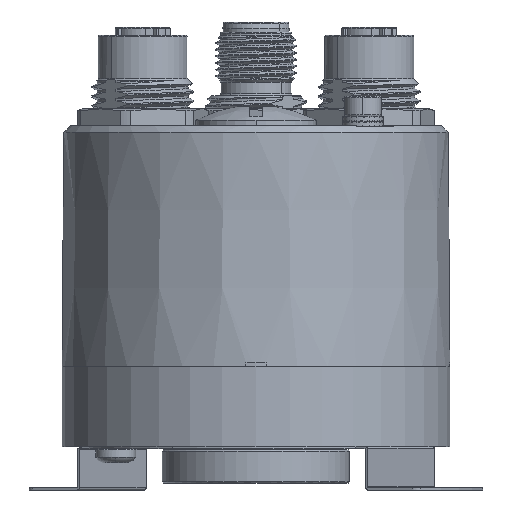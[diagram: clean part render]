
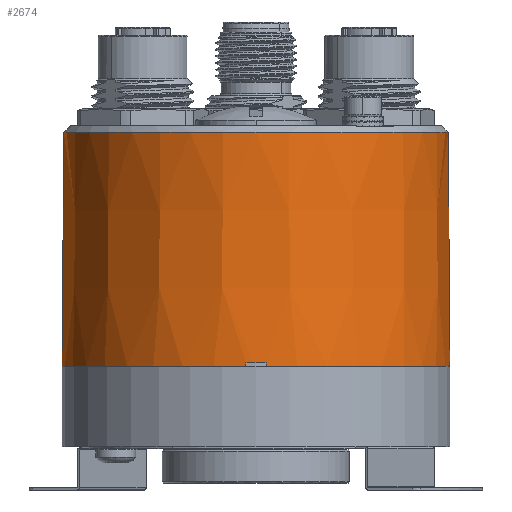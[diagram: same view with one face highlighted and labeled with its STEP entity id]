
A CAD part, front view. The second image highlights one B-rep face of the part: STEP entity #2674.
In plain terms, the highlighted conical face has half-angle 0.4 degrees and reference radius 29 mm.
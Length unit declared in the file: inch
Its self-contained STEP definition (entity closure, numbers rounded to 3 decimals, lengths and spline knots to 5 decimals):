
#221 = CARTESIAN_POINT ( 'NONE',  ( 1.1402, -0.05906, 0.47244 ) ) ;
#281 = AXIS2_PLACEMENT_3D ( 'NONE', #33404, #15522, #48426 ) ;
#2321 = LINE ( 'NONE', #39500, #51983 ) ;
#2674 = ADVANCED_FACE ( 'NONE', ( #47228 ), #26735, .T. ) ;
#3262 = AXIS2_PLACEMENT_3D ( 'NONE', #56818, #23926, #14093 ) ;
#3528 = VERTEX_POINT ( 'NONE', #58332 ) ;
#3749 = DIRECTION ( 'NONE',  ( -1., 0., 0. ) ) ;
#3857 = LINE ( 'NONE', #4165, #50411 ) ;
#4165 = CARTESIAN_POINT ( 'NONE',  ( -1.14173, 0., 0.47244 ) ) ;
#4386 = DIRECTION ( 'NONE',  ( 0., 0., -1. ) ) ;
#4994 = CIRCLE ( 'NONE', #52112, 1.14173 ) ;
#5654 = EDGE_CURVE ( 'NONE', #26674, #57970, #42820, .T. ) ;
#7432 = CARTESIAN_POINT ( 'NONE',  ( 1.14007, -0.05906, 0.49213 ) ) ;
#7531 = DIRECTION ( 'NONE',  ( 0.007, 0., -1. ) ) ;
#8119 = CARTESIAN_POINT ( 'NONE',  ( 1.1402, -0.05906, 0.47244 ) ) ;
#9302 = CIRCLE ( 'NONE', #48545, 1.14159 ) ;
#9391 = DIRECTION ( 'NONE',  ( -0.007, 0., -1. ) ) ;
#11690 = CARTESIAN_POINT ( 'NONE',  ( -0.05906, -1.1402, 0.47244 ) ) ;
#12347 = ORIENTED_EDGE ( 'NONE', *, *, #22793, .T. ) ;
#12469 = VERTEX_POINT ( 'NONE', #7432 ) ;
#13482 = CARTESIAN_POINT ( 'NONE',  ( -0.05906, -1.14016, 0.479 ) ) ;
#14060 = EDGE_CURVE ( 'NONE', #32499, #48847, #29801, .T. ) ;
#14093 = DIRECTION ( 'NONE',  ( -1., 0., 0. ) ) ;
#15522 = DIRECTION ( 'NONE',  ( 0., 0., -1. ) ) ;
#16567 = EDGE_CURVE ( 'NONE', #3528, #59009, #53406, .T. ) ;
#16944 = CARTESIAN_POINT ( 'NONE',  ( 0., 0., 0.49213 ) ) ;
#17245 = DIRECTION ( 'NONE',  ( 0., 0., 1. ) ) ;
#17823 = EDGE_CURVE ( 'NONE', #3528, #36071, #2321, .T. ) ;
#19032 = AXIS2_PLACEMENT_3D ( 'NONE', #37247, #4386, #55994 ) ;
#19409 = CARTESIAN_POINT ( 'NONE',  ( 0., 0., 0.47244 ) ) ;
#19556 = EDGE_CURVE ( 'NONE', #48847, #59074, #4994, .T. ) ;
#19896 = DIRECTION ( 'NONE',  ( -1., 0., 0. ) ) ;
#20965 = CARTESIAN_POINT ( 'NONE',  ( 0.05906, -1.1402, 0.47244 ) ) ;
#21045 = CARTESIAN_POINT ( 'NONE',  ( 0.05906, -1.1402, 0.47244 ) ) ;
#21913 = AXIS2_PLACEMENT_3D ( 'NONE', #19409, #50831, #22802 ) ;
#22153 = EDGE_CURVE ( 'NONE', #59074, #12469, #44934, .T. ) ;
#22691 = CARTESIAN_POINT ( 'NONE',  ( -0.05906, -1.1402, 0.47244 ) ) ;
#22793 = EDGE_CURVE ( 'NONE', #12469, #36071, #23874, .T. ) ;
#22802 = DIRECTION ( 'NONE',  ( -1., 0., 0. ) ) ;
#23773 = ORIENTED_EDGE ( 'NONE', *, *, #17823, .F. ) ;
#23874 = CIRCLE ( 'NONE', #3262, 1.14159 ) ;
#23916 = CIRCLE ( 'NONE', #21913, 1.14173 ) ;
#23926 = DIRECTION ( 'NONE',  ( 0., 0., 1. ) ) ;
#23929 = DIRECTION ( 'NONE',  ( 0., 0., 1. ) ) ;
#24242 = EDGE_CURVE ( 'NONE', #57970, #32499, #9302, .T. ) ;
#26674 = VERTEX_POINT ( 'NONE', #11690 ) ;
#26735 = CONICAL_SURFACE ( 'NONE', #281, 1.14173, 0.007 ) ;
#26878 = CARTESIAN_POINT ( 'NONE',  ( 0.05906, -1.14007, 0.49213 ) ) ;
#28998 = ORIENTED_EDGE ( 'NONE', *, *, #22153, .T. ) ;
#29801 = B_SPLINE_CURVE_WITH_KNOTS ( 'NONE', 3,
 ( #26878, #30892, #44408, #21045 ),
 .UNSPECIFIED., .F., .F.,
 ( 4, 4 ),
 ( 0., 1. ),
 .UNSPECIFIED. ) ;
#30892 = CARTESIAN_POINT ( 'NONE',  ( 0.05906, -1.14011, 0.48556 ) ) ;
#30896 = ORIENTED_EDGE ( 'NONE', *, *, #19556, .T. ) ;
#31179 = ORIENTED_EDGE ( 'NONE', *, *, #16567, .T. ) ;
#32499 = VERTEX_POINT ( 'NONE', #54422 ) ;
#33183 = CARTESIAN_POINT ( 'NONE',  ( -1.13211, 0., 1.85039 ) ) ;
#33404 = CARTESIAN_POINT ( 'NONE',  ( 0., 0., 0.47244 ) ) ;
#33449 = ORIENTED_EDGE ( 'NONE', *, *, #5654, .T. ) ;
#34184 = ORIENTED_EDGE ( 'NONE', *, *, #24242, .T. ) ;
#34283 = EDGE_CURVE ( 'NONE', #39409, #26674, #23916, .T. ) ;
#36071 = VERTEX_POINT ( 'NONE', #53701 ) ;
#36259 = CARTESIAN_POINT ( 'NONE',  ( -0.05906, -1.14007, 0.49213 ) ) ;
#36697 = CARTESIAN_POINT ( 'NONE',  ( 1.14011, -0.05906, 0.48556 ) ) ;
#37247 = CARTESIAN_POINT ( 'NONE',  ( 0., 0., 1.85039 ) ) ;
#39409 = VERTEX_POINT ( 'NONE', #58672 ) ;
#39500 = CARTESIAN_POINT ( 'NONE',  ( 1.14173, 0., 0.47244 ) ) ;
#41292 = CARTESIAN_POINT ( 'NONE',  ( 1.14016, -0.05906, 0.479 ) ) ;
#42820 = B_SPLINE_CURVE_WITH_KNOTS ( 'NONE', 3,
 ( #22691, #13482, #46995, #52220 ),
 .UNSPECIFIED., .F., .F.,
 ( 4, 4 ),
 ( 0., 1. ),
 .UNSPECIFIED. ) ;
#43270 = CARTESIAN_POINT ( 'NONE',  ( 0., 0., 0.47244 ) ) ;
#44408 = CARTESIAN_POINT ( 'NONE',  ( 0.05906, -1.14016, 0.479 ) ) ;
#44649 = ORIENTED_EDGE ( 'NONE', *, *, #14060, .T. ) ;
#44934 = B_SPLINE_CURVE_WITH_KNOTS ( 'NONE', 3,
 ( #8119, #41292, #36697, #60654 ),
 .UNSPECIFIED., .F., .F.,
 ( 4, 4 ),
 ( 0., 1. ),
 .UNSPECIFIED. ) ;
#46995 = CARTESIAN_POINT ( 'NONE',  ( -0.05906, -1.14011, 0.48556 ) ) ;
#47228 = FACE_OUTER_BOUND ( 'NONE', #57121, .T. ) ;
#48173 = ORIENTED_EDGE ( 'NONE', *, *, #34283, .T. ) ;
#48426 = DIRECTION ( 'NONE',  ( -1., 0., 0. ) ) ;
#48545 = AXIS2_PLACEMENT_3D ( 'NONE', #16944, #17245, #3749 ) ;
#48847 = VERTEX_POINT ( 'NONE', #20965 ) ;
#50411 = VECTOR ( 'NONE', #9391, 39.37008 ) ;
#50831 = DIRECTION ( 'NONE',  ( 0., 0., 1. ) ) ;
#51983 = VECTOR ( 'NONE', #7531, 39.37008 ) ;
#52112 = AXIS2_PLACEMENT_3D ( 'NONE', #43270, #23929, #19896 ) ;
#52220 = CARTESIAN_POINT ( 'NONE',  ( -0.05906, -1.14007, 0.49213 ) ) ;
#53406 = CIRCLE ( 'NONE', #19032, 1.13211 ) ;
#53701 = CARTESIAN_POINT ( 'NONE',  ( 1.14159, 0., 0.49213 ) ) ;
#54231 = ORIENTED_EDGE ( 'NONE', *, *, #57142, .T. ) ;
#54422 = CARTESIAN_POINT ( 'NONE',  ( 0.05906, -1.14007, 0.49213 ) ) ;
#55994 = DIRECTION ( 'NONE',  ( 0., -1., 0. ) ) ;
#56818 = CARTESIAN_POINT ( 'NONE',  ( 0., 0., 0.49213 ) ) ;
#57121 = EDGE_LOOP ( 'NONE', ( #23773, #31179, #54231, #48173, #33449, #34184, #44649, #30896, #28998, #12347 ) ) ;
#57142 = EDGE_CURVE ( 'NONE', #59009, #39409, #3857, .T. ) ;
#57970 = VERTEX_POINT ( 'NONE', #36259 ) ;
#58332 = CARTESIAN_POINT ( 'NONE',  ( 1.13211, 0., 1.85039 ) ) ;
#58672 = CARTESIAN_POINT ( 'NONE',  ( -1.14173, 0., 0.47244 ) ) ;
#59009 = VERTEX_POINT ( 'NONE', #33183 ) ;
#59074 = VERTEX_POINT ( 'NONE', #221 ) ;
#60654 = CARTESIAN_POINT ( 'NONE',  ( 1.14007, -0.05906, 0.49213 ) ) ;
